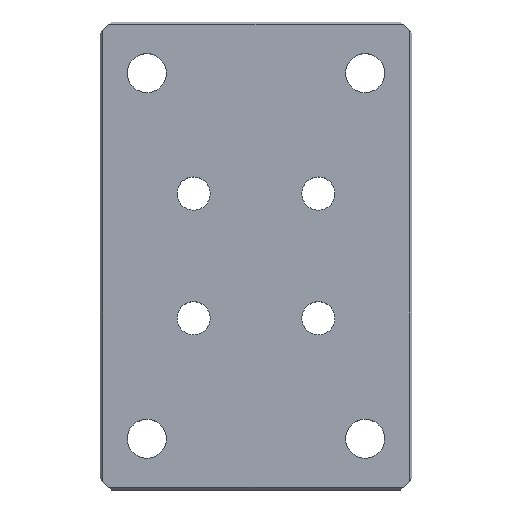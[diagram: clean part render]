
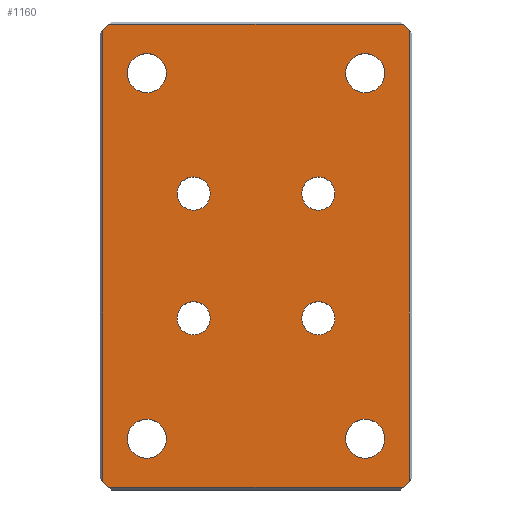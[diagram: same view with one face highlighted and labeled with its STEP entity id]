
A CAD part, top view. The second image highlights one B-rep face of the part: STEP entity #1160.
In plain terms, the highlighted planar face has unit normal (0, 0, 1).
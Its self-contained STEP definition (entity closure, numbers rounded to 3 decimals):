
#153=CARTESIAN_POINT('',(1.375,2.121,0.));
#154=VERTEX_POINT('',#153);
#170=CARTESIAN_POINT('',(1.375,1.809,0.));
#171=VERTEX_POINT('',#170);
#178=CARTESIAN_POINT('',(1.375,1.965,0.));
#179=DIRECTION('',(0.0,0.0,-1.0));
#180=DIRECTION('',(0.0,1.0,0.0));
#181=AXIS2_PLACEMENT_3D('',#178,#179,#180);
#182=CIRCLE('',#181,0.156);
#183=EDGE_CURVE('',#154,#171,#182,.T.);
#195=CARTESIAN_POINT('',(-0.375,2.121,0.));
#196=VERTEX_POINT('',#195);
#212=CARTESIAN_POINT('',(-0.375,1.809,0.));
#213=VERTEX_POINT('',#212);
#220=CARTESIAN_POINT('',(-0.375,1.965,0.));
#221=DIRECTION('',(0.0,0.0,-1.0));
#222=DIRECTION('',(0.0,1.0,0.0));
#223=AXIS2_PLACEMENT_3D('',#220,#221,#222);
#224=CIRCLE('',#223,0.156);
#225=EDGE_CURVE('',#196,#213,#224,.T.);
#258=CARTESIAN_POINT('',(-0.375,-1.121,0.));
#259=VERTEX_POINT('',#258);
#275=CARTESIAN_POINT('',(-0.375,-0.809,0.));
#276=VERTEX_POINT('',#275);
#283=CARTESIAN_POINT('',(-0.375,-0.965,0.));
#284=DIRECTION('',(0.0,0.0,-1.0));
#285=DIRECTION('',(0.0,-1.0,0.0));
#286=AXIS2_PLACEMENT_3D('',#283,#284,#285);
#287=CIRCLE('',#286,0.156);
#288=EDGE_CURVE('',#259,#276,#287,.T.);
#300=CARTESIAN_POINT('',(1.375,-1.121,0.));
#301=VERTEX_POINT('',#300);
#317=CARTESIAN_POINT('',(1.375,-0.809,0.));
#318=VERTEX_POINT('',#317);
#325=CARTESIAN_POINT('',(1.375,-0.965,0.));
#326=DIRECTION('',(0.0,0.0,-1.0));
#327=DIRECTION('',(0.0,-1.0,0.0));
#328=AXIS2_PLACEMENT_3D('',#325,#326,#327);
#329=CIRCLE('',#328,0.156);
#330=EDGE_CURVE('',#301,#318,#329,.T.);
#342=CARTESIAN_POINT('',(0.0,0.133,0.));
#343=VERTEX_POINT('',#342);
#359=CARTESIAN_POINT('',(0.,-0.133,0.));
#360=VERTEX_POINT('',#359);
#367=CARTESIAN_POINT('',(0.0,0.0,0.0));
#368=DIRECTION('',(0.0,0.0,-1.0));
#369=DIRECTION('',(0.0,1.0,0.0));
#370=AXIS2_PLACEMENT_3D('',#367,#368,#369);
#371=CIRCLE('',#370,0.133);
#372=EDGE_CURVE('',#343,#360,#371,.T.);
#426=CARTESIAN_POINT('',(1.0,0.133,0.));
#427=VERTEX_POINT('',#426);
#443=CARTESIAN_POINT('',(1.0,-0.133,0.));
#444=VERTEX_POINT('',#443);
#451=CARTESIAN_POINT('',(1.0,0.0,0.));
#452=DIRECTION('',(0.0,0.0,-1.0));
#453=DIRECTION('',(0.0,1.0,0.0));
#454=AXIS2_PLACEMENT_3D('',#451,#452,#453);
#455=CIRCLE('',#454,0.133);
#456=EDGE_CURVE('',#427,#444,#455,.T.);
#531=CARTESIAN_POINT('',(1.0,0.867,0.));
#532=VERTEX_POINT('',#531);
#548=CARTESIAN_POINT('',(1.0,1.133,0.));
#549=VERTEX_POINT('',#548);
#556=CARTESIAN_POINT('',(1.0,1.0,0.));
#557=DIRECTION('',(0.0,0.0,-1.0));
#558=DIRECTION('',(0.0,-1.0,0.0));
#559=AXIS2_PLACEMENT_3D('',#556,#557,#558);
#560=CIRCLE('',#559,0.133);
#561=EDGE_CURVE('',#532,#549,#560,.T.);
#657=CARTESIAN_POINT('',(0.0,0.867,0.));
#658=VERTEX_POINT('',#657);
#674=CARTESIAN_POINT('',(0.,1.133,0.));
#675=VERTEX_POINT('',#674);
#682=CARTESIAN_POINT('',(0.0,1.0,0.));
#683=DIRECTION('',(0.0,0.0,-1.0));
#684=DIRECTION('',(0.0,-1.0,0.0));
#685=AXIS2_PLACEMENT_3D('',#682,#683,#684);
#686=CIRCLE('',#685,0.133);
#687=EDGE_CURVE('',#658,#675,#686,.T.);
#952=CARTESIAN_POINT('',(1.68,2.355,0.));
#953=VERTEX_POINT('',#952);
#960=CARTESIAN_POINT('',(1.73,2.305,0.));
#961=VERTEX_POINT('',#960);
#962=CARTESIAN_POINT('',(1.68,2.355,0.));
#963=DIRECTION('',(0.707,-0.707,0.));
#964=VECTOR('',#963,0.071);
#965=LINE('',#962,#964);
#966=EDGE_CURVE('',#953,#961,#965,.T.);
#1008=CARTESIAN_POINT('',(-0.68,2.355,0.));
#1009=VERTEX_POINT('',#1008);
#1016=CARTESIAN_POINT('',(-0.68,2.355,0.));
#1017=DIRECTION('',(1.0,0.0,0.0));
#1018=VECTOR('',#1017,2.36);
#1019=LINE('',#1016,#1018);
#1020=EDGE_CURVE('',#1009,#953,#1019,.T.);
#1025=CARTESIAN_POINT('',(0.5,0.5,0.));
#1026=DIRECTION('',(0.0,0.0,1.0));
#1027=DIRECTION('',(1.0,0.0,0.0));
#1028=AXIS2_PLACEMENT_3D('',#1025,#1026,#1027);
#1029=PLANE('',#1028);
#1030=ORIENTED_EDGE('',*,*,#1020,.F.);
#1031=CARTESIAN_POINT('',(-0.73,2.305,0.));
#1032=VERTEX_POINT('',#1031);
#1033=CARTESIAN_POINT('',(-0.73,2.305,0.));
#1034=DIRECTION('',(0.707,0.707,0.));
#1035=VECTOR('',#1034,0.071);
#1036=LINE('',#1033,#1035);
#1037=EDGE_CURVE('',#1032,#1009,#1036,.T.);
#1038=ORIENTED_EDGE('',*,*,#1037,.F.);
#1039=CARTESIAN_POINT('',(-0.73,-1.305,0.));
#1040=VERTEX_POINT('',#1039);
#1041=CARTESIAN_POINT('',(-0.73,-1.305,0.));
#1042=DIRECTION('',(0.0,1.0,0.0));
#1043=VECTOR('',#1042,3.61);
#1044=LINE('',#1041,#1043);
#1045=EDGE_CURVE('',#1040,#1032,#1044,.T.);
#1046=ORIENTED_EDGE('',*,*,#1045,.F.);
#1047=CARTESIAN_POINT('',(-0.68,-1.355,0.));
#1048=VERTEX_POINT('',#1047);
#1049=CARTESIAN_POINT('',(-0.68,-1.355,0.));
#1050=DIRECTION('',(-0.707,0.707,0.));
#1051=VECTOR('',#1050,0.071);
#1052=LINE('',#1049,#1051);
#1053=EDGE_CURVE('',#1048,#1040,#1052,.T.);
#1054=ORIENTED_EDGE('',*,*,#1053,.F.);
#1055=CARTESIAN_POINT('',(1.68,-1.355,0.));
#1056=VERTEX_POINT('',#1055);
#1057=CARTESIAN_POINT('',(1.68,-1.355,0.));
#1058=DIRECTION('',(-1.0,0.0,0.0));
#1059=VECTOR('',#1058,2.36);
#1060=LINE('',#1057,#1059);
#1061=EDGE_CURVE('',#1056,#1048,#1060,.T.);
#1062=ORIENTED_EDGE('',*,*,#1061,.F.);
#1063=CARTESIAN_POINT('',(1.73,-1.305,0.));
#1064=VERTEX_POINT('',#1063);
#1065=CARTESIAN_POINT('',(1.73,-1.305,0.));
#1066=DIRECTION('',(-0.707,-0.707,0.));
#1067=VECTOR('',#1066,0.071);
#1068=LINE('',#1065,#1067);
#1069=EDGE_CURVE('',#1064,#1056,#1068,.T.);
#1070=ORIENTED_EDGE('',*,*,#1069,.F.);
#1071=CARTESIAN_POINT('',(1.73,2.305,0.));
#1072=DIRECTION('',(0.0,-1.0,0.0));
#1073=VECTOR('',#1072,3.61);
#1074=LINE('',#1071,#1073);
#1075=EDGE_CURVE('',#961,#1064,#1074,.T.);
#1076=ORIENTED_EDGE('',*,*,#1075,.F.);
#1077=ORIENTED_EDGE('',*,*,#966,.F.);
#1078=EDGE_LOOP('',(#1030,#1038,#1046,#1054,#1062,#1070,#1076,#1077));
#1079=FACE_OUTER_BOUND('',#1078,.T.);
#1080=ORIENTED_EDGE('',*,*,#687,.T.);
#1081=CARTESIAN_POINT('',(0.0,1.0,0.));
#1082=DIRECTION('',(0.0,0.0,-1.0));
#1083=DIRECTION('',(0.0,-1.0,0.0));
#1084=AXIS2_PLACEMENT_3D('',#1081,#1082,#1083);
#1085=CIRCLE('',#1084,0.133);
#1086=EDGE_CURVE('',#675,#658,#1085,.T.);
#1087=ORIENTED_EDGE('',*,*,#1086,.T.);
#1088=EDGE_LOOP('',(#1080,#1087));
#1089=FACE_BOUND('',#1088,.T.);
#1090=ORIENTED_EDGE('',*,*,#561,.T.);
#1091=CARTESIAN_POINT('',(1.0,1.0,0.));
#1092=DIRECTION('',(0.0,0.0,-1.0));
#1093=DIRECTION('',(0.0,-1.0,0.0));
#1094=AXIS2_PLACEMENT_3D('',#1091,#1092,#1093);
#1095=CIRCLE('',#1094,0.133);
#1096=EDGE_CURVE('',#549,#532,#1095,.T.);
#1097=ORIENTED_EDGE('',*,*,#1096,.T.);
#1098=EDGE_LOOP('',(#1090,#1097));
#1099=FACE_BOUND('',#1098,.T.);
#1100=ORIENTED_EDGE('',*,*,#456,.T.);
#1101=CARTESIAN_POINT('',(1.0,0.0,0.));
#1102=DIRECTION('',(0.0,0.0,-1.0));
#1103=DIRECTION('',(0.0,1.0,0.0));
#1104=AXIS2_PLACEMENT_3D('',#1101,#1102,#1103);
#1105=CIRCLE('',#1104,0.133);
#1106=EDGE_CURVE('',#444,#427,#1105,.T.);
#1107=ORIENTED_EDGE('',*,*,#1106,.T.);
#1108=EDGE_LOOP('',(#1100,#1107));
#1109=FACE_BOUND('',#1108,.T.);
#1110=ORIENTED_EDGE('',*,*,#372,.T.);
#1111=CARTESIAN_POINT('',(0.0,0.0,0.0));
#1112=DIRECTION('',(0.0,0.0,-1.0));
#1113=DIRECTION('',(0.0,1.0,0.0));
#1114=AXIS2_PLACEMENT_3D('',#1111,#1112,#1113);
#1115=CIRCLE('',#1114,0.133);
#1116=EDGE_CURVE('',#360,#343,#1115,.T.);
#1117=ORIENTED_EDGE('',*,*,#1116,.T.);
#1118=EDGE_LOOP('',(#1110,#1117));
#1119=FACE_BOUND('',#1118,.T.);
#1120=ORIENTED_EDGE('',*,*,#330,.T.);
#1121=CARTESIAN_POINT('',(1.375,-0.965,0.));
#1122=DIRECTION('',(0.0,0.0,-1.0));
#1123=DIRECTION('',(0.0,-1.0,0.0));
#1124=AXIS2_PLACEMENT_3D('',#1121,#1122,#1123);
#1125=CIRCLE('',#1124,0.156);
#1126=EDGE_CURVE('',#318,#301,#1125,.T.);
#1127=ORIENTED_EDGE('',*,*,#1126,.T.);
#1128=EDGE_LOOP('',(#1120,#1127));
#1129=FACE_BOUND('',#1128,.T.);
#1130=ORIENTED_EDGE('',*,*,#288,.T.);
#1131=CARTESIAN_POINT('',(-0.375,-0.965,0.));
#1132=DIRECTION('',(0.0,0.0,-1.0));
#1133=DIRECTION('',(0.0,-1.0,0.0));
#1134=AXIS2_PLACEMENT_3D('',#1131,#1132,#1133);
#1135=CIRCLE('',#1134,0.156);
#1136=EDGE_CURVE('',#276,#259,#1135,.T.);
#1137=ORIENTED_EDGE('',*,*,#1136,.T.);
#1138=EDGE_LOOP('',(#1130,#1137));
#1139=FACE_BOUND('',#1138,.T.);
#1140=ORIENTED_EDGE('',*,*,#225,.T.);
#1141=CARTESIAN_POINT('',(-0.375,1.965,0.));
#1142=DIRECTION('',(0.0,0.0,-1.0));
#1143=DIRECTION('',(0.0,1.0,0.0));
#1144=AXIS2_PLACEMENT_3D('',#1141,#1142,#1143);
#1145=CIRCLE('',#1144,0.156);
#1146=EDGE_CURVE('',#213,#196,#1145,.T.);
#1147=ORIENTED_EDGE('',*,*,#1146,.T.);
#1148=EDGE_LOOP('',(#1140,#1147));
#1149=FACE_BOUND('',#1148,.T.);
#1150=ORIENTED_EDGE('',*,*,#183,.T.);
#1151=CARTESIAN_POINT('',(1.375,1.965,0.));
#1152=DIRECTION('',(0.0,0.0,-1.0));
#1153=DIRECTION('',(0.0,1.0,0.0));
#1154=AXIS2_PLACEMENT_3D('',#1151,#1152,#1153);
#1155=CIRCLE('',#1154,0.156);
#1156=EDGE_CURVE('',#171,#154,#1155,.T.);
#1157=ORIENTED_EDGE('',*,*,#1156,.T.);
#1158=EDGE_LOOP('',(#1150,#1157));
#1159=FACE_BOUND('',#1158,.T.);
#1160=ADVANCED_FACE('',(#1079,#1089,#1099,#1109,#1119,#1129,#1139,#1149,#1159),#1029,.T.);
